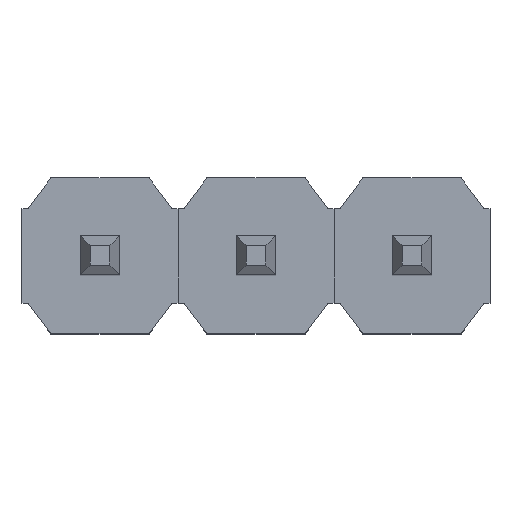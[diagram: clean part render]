
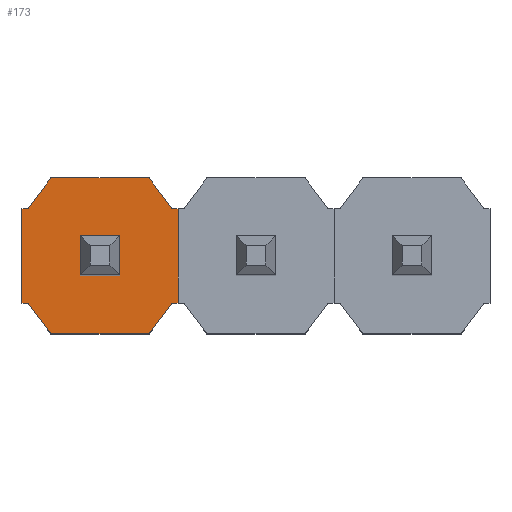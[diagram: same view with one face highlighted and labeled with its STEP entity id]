
A CAD part, top view. The second image highlights one B-rep face of the part: STEP entity #173.
In plain terms, the highlighted planar face has unit normal (0, 0, 1).
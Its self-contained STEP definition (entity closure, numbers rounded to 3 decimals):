
#78 = VERTEX_POINT('',#79);
#79 = CARTESIAN_POINT('',(-1.17,-0.77,2.54));
#85 = EDGE_CURVE('',#78,#86,#88,.T.);
#86 = VERTEX_POINT('',#87);
#87 = CARTESIAN_POINT('',(-0.8,-1.27,2.54));
#88 = LINE('',#89,#90);
#89 = CARTESIAN_POINT('',(-1.17,-0.77,2.54));
#90 = VECTOR('',#91,1.);
#91 = DIRECTION('',(0.595,-0.804,0.));
#118 = VERTEX_POINT('',#119);
#119 = CARTESIAN_POINT('',(-1.27,-0.77,2.54));
#134 = VERTEX_POINT('',#135);
#135 = CARTESIAN_POINT('',(-1.27,0.77,2.54));
#141 = EDGE_CURVE('',#134,#118,#142,.T.);
#142 = LINE('',#143,#144);
#143 = CARTESIAN_POINT('',(-1.27,0.77,2.54));
#144 = VECTOR('',#145,1.);
#145 = DIRECTION('',(0.,-1.,0.));
#162 = EDGE_CURVE('',#118,#78,#163,.T.);
#163 = LINE('',#164,#165);
#164 = CARTESIAN_POINT('',(-1.27,-0.77,2.54));
#165 = VECTOR('',#166,1.);
#166 = DIRECTION('',(1.,0.,0.));
#173 = ADVANCED_FACE('',(#174),#249,.F.);
#174 = FACE_BOUND('',#175,.F.);
#175 = EDGE_LOOP('',(#176,#177,#185,#193,#201,#209,#217,#225,#233,#241,
    #247,#248));
#176 = ORIENTED_EDGE('',*,*,#141,.F.);
#177 = ORIENTED_EDGE('',*,*,#178,.T.);
#178 = EDGE_CURVE('',#134,#179,#181,.T.);
#179 = VERTEX_POINT('',#180);
#180 = CARTESIAN_POINT('',(-1.17,0.77,2.54));
#181 = LINE('',#182,#183);
#182 = CARTESIAN_POINT('',(-1.27,0.77,2.54));
#183 = VECTOR('',#184,1.);
#184 = DIRECTION('',(1.,0.,0.));
#185 = ORIENTED_EDGE('',*,*,#186,.T.);
#186 = EDGE_CURVE('',#179,#187,#189,.T.);
#187 = VERTEX_POINT('',#188);
#188 = CARTESIAN_POINT('',(-0.8,1.27,2.54));
#189 = LINE('',#190,#191);
#190 = CARTESIAN_POINT('',(-1.17,0.77,2.54));
#191 = VECTOR('',#192,1.);
#192 = DIRECTION('',(0.595,0.804,0.));
#193 = ORIENTED_EDGE('',*,*,#194,.T.);
#194 = EDGE_CURVE('',#187,#195,#197,.T.);
#195 = VERTEX_POINT('',#196);
#196 = CARTESIAN_POINT('',(0.8,1.27,2.54));
#197 = LINE('',#198,#199);
#198 = CARTESIAN_POINT('',(-0.8,1.27,2.54));
#199 = VECTOR('',#200,1.);
#200 = DIRECTION('',(1.,0.,0.));
#201 = ORIENTED_EDGE('',*,*,#202,.T.);
#202 = EDGE_CURVE('',#195,#203,#205,.T.);
#203 = VERTEX_POINT('',#204);
#204 = CARTESIAN_POINT('',(1.17,0.77,2.54));
#205 = LINE('',#206,#207);
#206 = CARTESIAN_POINT('',(0.8,1.27,2.54));
#207 = VECTOR('',#208,1.);
#208 = DIRECTION('',(0.595,-0.804,0.));
#209 = ORIENTED_EDGE('',*,*,#210,.T.);
#210 = EDGE_CURVE('',#203,#211,#213,.T.);
#211 = VERTEX_POINT('',#212);
#212 = CARTESIAN_POINT('',(1.27,0.77,2.54));
#213 = LINE('',#214,#215);
#214 = CARTESIAN_POINT('',(1.17,0.77,2.54));
#215 = VECTOR('',#216,1.);
#216 = DIRECTION('',(1.,0.,0.));
#217 = ORIENTED_EDGE('',*,*,#218,.T.);
#218 = EDGE_CURVE('',#211,#219,#221,.T.);
#219 = VERTEX_POINT('',#220);
#220 = CARTESIAN_POINT('',(1.27,-0.77,2.54));
#221 = LINE('',#222,#223);
#222 = CARTESIAN_POINT('',(1.27,0.77,2.54));
#223 = VECTOR('',#224,1.);
#224 = DIRECTION('',(0.,-1.,0.));
#225 = ORIENTED_EDGE('',*,*,#226,.F.);
#226 = EDGE_CURVE('',#227,#219,#229,.T.);
#227 = VERTEX_POINT('',#228);
#228 = CARTESIAN_POINT('',(1.17,-0.77,2.54));
#229 = LINE('',#230,#231);
#230 = CARTESIAN_POINT('',(1.17,-0.77,2.54));
#231 = VECTOR('',#232,1.);
#232 = DIRECTION('',(1.,0.,0.));
#233 = ORIENTED_EDGE('',*,*,#234,.F.);
#234 = EDGE_CURVE('',#235,#227,#237,.T.);
#235 = VERTEX_POINT('',#236);
#236 = CARTESIAN_POINT('',(0.8,-1.27,2.54));
#237 = LINE('',#238,#239);
#238 = CARTESIAN_POINT('',(0.8,-1.27,2.54));
#239 = VECTOR('',#240,1.);
#240 = DIRECTION('',(0.595,0.804,0.));
#241 = ORIENTED_EDGE('',*,*,#242,.F.);
#242 = EDGE_CURVE('',#86,#235,#243,.T.);
#243 = LINE('',#244,#245);
#244 = CARTESIAN_POINT('',(-0.8,-1.27,2.54));
#245 = VECTOR('',#246,1.);
#246 = DIRECTION('',(1.,0.,0.));
#247 = ORIENTED_EDGE('',*,*,#85,.F.);
#248 = ORIENTED_EDGE('',*,*,#162,.F.);
#249 = PLANE('',#250);
#250 = AXIS2_PLACEMENT_3D('',#251,#252,#253);
#251 = CARTESIAN_POINT('',(-1.27,0.77,2.54));
#252 = DIRECTION('',(0.,0.,-1.));
#253 = DIRECTION('',(-1.,0.,0.));
